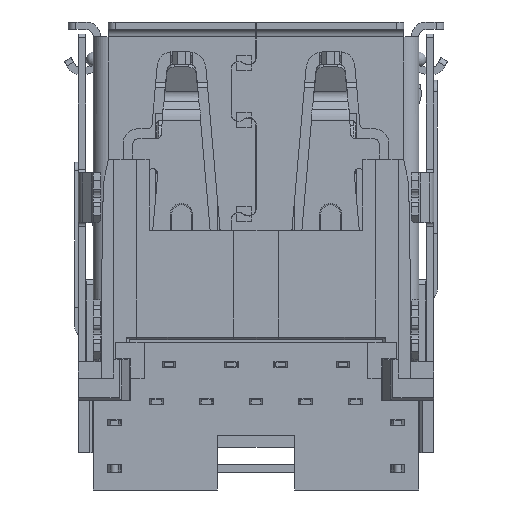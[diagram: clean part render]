
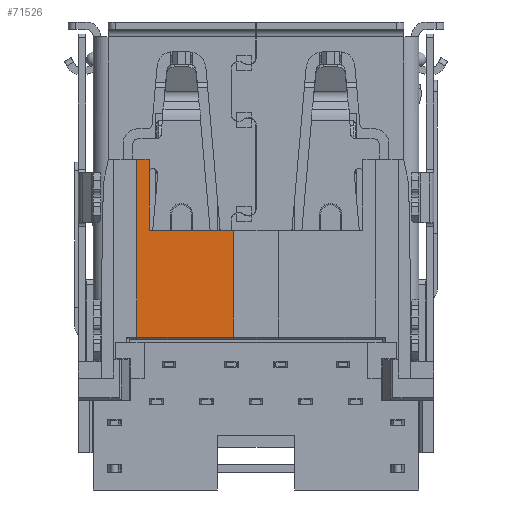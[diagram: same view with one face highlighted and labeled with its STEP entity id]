
A CAD part, front view. The second image highlights one B-rep face of the part: STEP entity #71526.
In plain terms, the highlighted planar face has unit normal (0, -1, 0).
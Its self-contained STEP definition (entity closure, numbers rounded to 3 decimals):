
#1764 = LINE ( 'NONE', #18350, #84249 ) ;
#7184 = LINE ( 'NONE', #9319, #46803 ) ;
#9273 = DIRECTION ( 'NONE',  ( 1., 0., 0. ) ) ;
#9319 = CARTESIAN_POINT ( 'NONE',  ( -2.025, -7.005, 12.58 ) ) ;
#15847 = CARTESIAN_POINT ( 'NONE',  ( -2.025, -7.005, 5.43 ) ) ;
#16081 = EDGE_CURVE ( 'NONE', #16545, #51254, #40280, .T. ) ;
#16105 = EDGE_CURVE ( 'NONE', #82038, #16545, #7184, .T. ) ;
#16545 = VERTEX_POINT ( 'NONE', #37359 ) ;
#16755 = ORIENTED_EDGE ( 'NONE', *, *, #74969, .T. ) ;
#18350 = CARTESIAN_POINT ( 'NONE',  ( -2.85, -7.005, 9.73 ) ) ;
#20444 = EDGE_CURVE ( 'NONE', #51254, #32277, #74490, .T. ) ;
#20737 = VERTEX_POINT ( 'NONE', #53114 ) ;
#25280 = CARTESIAN_POINT ( 'NONE',  ( -8.05, -7.005, 9.73 ) ) ;
#28515 = DIRECTION ( 'NONE',  ( 0., -1., 0. ) ) ;
#29542 = ORIENTED_EDGE ( 'NONE', *, *, #16081, .T. ) ;
#30259 = ORIENTED_EDGE ( 'NONE', *, *, #47691, .T. ) ;
#32277 = VERTEX_POINT ( 'NONE', #85953 ) ;
#37359 = CARTESIAN_POINT ( 'NONE',  ( -11.95, -7.005, 12.58 ) ) ;
#38977 = EDGE_LOOP ( 'NONE', ( #54612, #29542, #53484, #30259, #47883, #16755 ) ) ;
#39224 = CARTESIAN_POINT ( 'NONE',  ( -8.05, -7.005, 4.78 ) ) ;
#40280 = LINE ( 'NONE', #63494, #73609 ) ;
#43138 = DIRECTION ( 'NONE',  ( 0., 0., -1. ) ) ;
#46803 = VECTOR ( 'NONE', #64094, 1000. ) ;
#47614 = FACE_OUTER_BOUND ( 'NONE', #38977, .T. ) ;
#47691 = EDGE_CURVE ( 'NONE', #32277, #71323, #76159, .T. ) ;
#47883 = ORIENTED_EDGE ( 'NONE', *, *, #64118, .T. ) ;
#51254 = VERTEX_POINT ( 'NONE', #65177 ) ;
#52909 = CARTESIAN_POINT ( 'NONE',  ( -11.45, -7.005, 12.58 ) ) ;
#53114 = CARTESIAN_POINT ( 'NONE',  ( -11.45, -7.005, 9.73 ) ) ;
#53484 = ORIENTED_EDGE ( 'NONE', *, *, #20444, .T. ) ;
#54612 = ORIENTED_EDGE ( 'NONE', *, *, #16105, .T. ) ;
#57932 = VECTOR ( 'NONE', #73707, 1000. ) ;
#63494 = CARTESIAN_POINT ( 'NONE',  ( -11.95, -7.005, 5.33 ) ) ;
#64094 = DIRECTION ( 'NONE',  ( -1., 0., 0. ) ) ;
#64118 = EDGE_CURVE ( 'NONE', #71323, #20737, #1764, .T. ) ;
#65004 = LINE ( 'NONE', #52909, #78957 ) ;
#65177 = CARTESIAN_POINT ( 'NONE',  ( -11.95, -7.005, 5.43 ) ) ;
#66806 = DIRECTION ( 'NONE',  ( -1., 0., 0. ) ) ;
#71323 = VERTEX_POINT ( 'NONE', #25280 ) ;
#71526 = ADVANCED_FACE ( 'NONE', ( #47614 ), #83898, .T. ) ;
#73609 = VECTOR ( 'NONE', #77595, 1000. ) ;
#73707 = DIRECTION ( 'NONE',  ( 0., 0., 1. ) ) ;
#74490 = LINE ( 'NONE', #15847, #86270 ) ;
#74969 = EDGE_CURVE ( 'NONE', #20737, #82038, #65004, .T. ) ;
#76159 = LINE ( 'NONE', #39224, #57932 ) ;
#76415 = CARTESIAN_POINT ( 'NONE',  ( -2.025, -7.005, 4.78 ) ) ;
#77595 = DIRECTION ( 'NONE',  ( 0., 0., -1. ) ) ;
#78957 = VECTOR ( 'NONE', #80176, 1000. ) ;
#79077 = CARTESIAN_POINT ( 'NONE',  ( -11.45, -7.005, 12.58 ) ) ;
#79788 = AXIS2_PLACEMENT_3D ( 'NONE', #76415, #28515, #43138 ) ;
#80176 = DIRECTION ( 'NONE',  ( 0., 0., 1. ) ) ;
#82038 = VERTEX_POINT ( 'NONE', #79077 ) ;
#83898 = PLANE ( 'NONE',  #79788 ) ;
#84249 = VECTOR ( 'NONE', #66806, 1000. ) ;
#85953 = CARTESIAN_POINT ( 'NONE',  ( -8.05, -7.005, 5.43 ) ) ;
#86270 = VECTOR ( 'NONE', #9273, 1000. ) ;
